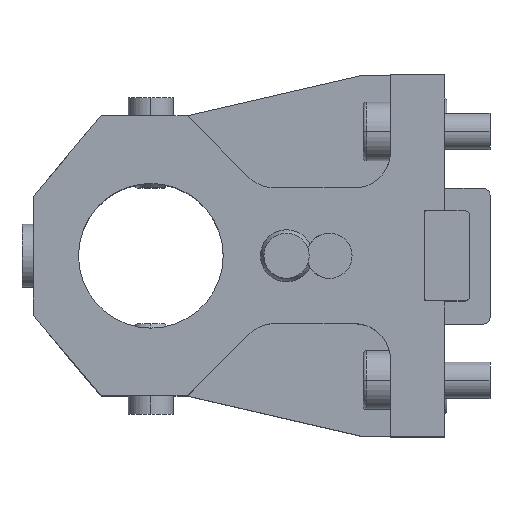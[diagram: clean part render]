
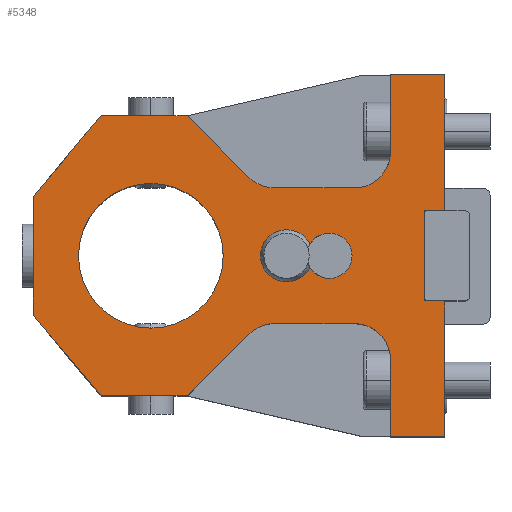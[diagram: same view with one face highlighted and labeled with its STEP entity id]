
A CAD part, top view. The second image highlights one B-rep face of the part: STEP entity #5348.
In plain terms, the highlighted planar face has unit normal (0, 0, 1).
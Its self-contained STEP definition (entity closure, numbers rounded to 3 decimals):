
#403=DIRECTION('',(0.,1.,0.));
#404=VECTOR('',#403,17.);
#405=CARTESIAN_POINT('',(-12.,-40.,62.));
#406=LINE('',#405,#404);
#407=CARTESIAN_POINT('',(-20.,-23.,62.));
#408=DIRECTION('',(0.,0.,1.));
#409=DIRECTION('',(1.,0.,0.));
#410=AXIS2_PLACEMENT_3D('',#407,#408,#409);
#412=DIRECTION('',(-1.,0.,0.));
#413=VECTOR('',#412,17.67);
#414=CARTESIAN_POINT('',(-20.,-15.,62.));
#415=LINE('',#414,#413);
#416=CARTESIAN_POINT('',(-37.67,-23.,62.));
#417=DIRECTION('',(0.,0.,1.));
#418=DIRECTION('',(0.,1.,0.));
#419=AXIS2_PLACEMENT_3D('',#416,#417,#418);
#421=DIRECTION('',(-0.707,-0.707,0.));
#422=VECTOR('',#421,19.314);
#423=CARTESIAN_POINT('',(-43.326,-17.343,62.));
#424=LINE('',#423,#422);
#425=DIRECTION('',(1.,0.,0.));
#426=VECTOR('',#425,19.017);
#427=CARTESIAN_POINT('',(-76.,-31.,62.));
#428=LINE('',#427,#426);
#429=DIRECTION('',(0.643,-0.766,0.));
#430=VECTOR('',#429,23.336);
#431=CARTESIAN_POINT('',(-91.,-13.124,62.));
#432=LINE('',#431,#430);
#433=DIRECTION('',(0.,-1.,0.));
#434=VECTOR('',#433,26.247);
#435=CARTESIAN_POINT('',(-91.,13.124,62.));
#436=LINE('',#435,#434);
#437=DIRECTION('',(-0.643,-0.766,0.));
#438=VECTOR('',#437,23.336);
#439=CARTESIAN_POINT('',(-76.,31.,62.));
#440=LINE('',#439,#438);
#441=DIRECTION('',(-1.,0.,0.));
#442=VECTOR('',#441,19.017);
#443=CARTESIAN_POINT('',(-56.983,31.,62.));
#444=LINE('',#443,#442);
#445=DIRECTION('',(0.707,-0.707,0.));
#446=VECTOR('',#445,19.314);
#447=CARTESIAN_POINT('',(-56.983,31.,62.));
#448=LINE('',#447,#446);
#449=CARTESIAN_POINT('',(-37.67,23.,62.));
#450=DIRECTION('',(0.,0.,1.));
#451=DIRECTION('',(-0.707,-0.707,0.));
#452=AXIS2_PLACEMENT_3D('',#449,#450,#451);
#454=DIRECTION('',(1.,0.,0.));
#455=VECTOR('',#454,17.67);
#456=CARTESIAN_POINT('',(-37.67,15.,62.));
#457=LINE('',#456,#455);
#458=CARTESIAN_POINT('',(-20.,23.,62.));
#459=DIRECTION('',(0.,0.,1.));
#460=DIRECTION('',(0.,-1.,0.));
#461=AXIS2_PLACEMENT_3D('',#458,#459,#460);
#463=DIRECTION('',(0.,-1.,0.));
#464=VECTOR('',#463,17.);
#465=CARTESIAN_POINT('',(-12.,40.,62.));
#466=LINE('',#465,#464);
#467=DIRECTION('',(-1.,0.,0.));
#468=VECTOR('',#467,12.);
#469=CARTESIAN_POINT('',(0.,40.,62.));
#470=LINE('',#469,#468);
#471=DIRECTION('',(0.,1.,0.));
#472=VECTOR('',#471,30.);
#473=CARTESIAN_POINT('',(0.,10.,62.));
#474=LINE('',#473,#472);
#475=DIRECTION('',(-1.,0.,0.));
#476=VECTOR('',#475,4.5);
#477=CARTESIAN_POINT('',(0.,10.,62.));
#478=LINE('',#477,#476);
#479=DIRECTION('',(0.,-1.,0.));
#480=VECTOR('',#479,20.);
#481=CARTESIAN_POINT('',(-4.5,10.,62.));
#482=LINE('',#481,#480);
#483=DIRECTION('',(-1.,0.,0.));
#484=VECTOR('',#483,4.5);
#485=CARTESIAN_POINT('',(0.,-10.,62.));
#486=LINE('',#485,#484);
#487=DIRECTION('',(0.,1.,0.));
#488=VECTOR('',#487,30.);
#489=CARTESIAN_POINT('',(0.,-40.,62.));
#490=LINE('',#489,#488);
#491=DIRECTION('',(1.,0.,0.));
#492=VECTOR('',#491,12.);
#493=CARTESIAN_POINT('',(-12.,-40.,62.));
#494=LINE('',#493,#492);
#495=CARTESIAN_POINT('',(-65.,0.,62.));
#496=DIRECTION('',(0.,0.,1.));
#497=DIRECTION('',(0.,1.,0.));
#498=AXIS2_PLACEMENT_3D('',#495,#496,#497);
#500=CARTESIAN_POINT('',(-65.,0.,62.));
#501=DIRECTION('',(0.,0.,1.));
#502=DIRECTION('',(0.,-1.,0.));
#503=AXIS2_PLACEMENT_3D('',#500,#501,#502);
#505=CARTESIAN_POINT('',(-35.,0.,62.));
#506=DIRECTION('',(0.,0.,1.));
#507=DIRECTION('',(0.,1.,0.));
#508=AXIS2_PLACEMENT_3D('',#505,#506,#507);
#510=CARTESIAN_POINT('',(-35.,0.,62.));
#511=DIRECTION('',(0.,0.,1.));
#512=DIRECTION('',(0.,-1.,0.));
#513=AXIS2_PLACEMENT_3D('',#510,#511,#512);
#515=CARTESIAN_POINT('',(-25.5,0.,62.));
#516=DIRECTION('',(0.,0.,-1.));
#517=DIRECTION('',(0.,1.,0.));
#518=AXIS2_PLACEMENT_3D('',#515,#516,#517);
#520=CARTESIAN_POINT('',(-25.5,0.,62.));
#521=DIRECTION('',(0.,0.,-1.));
#522=DIRECTION('',(0.,-1.,0.));
#523=AXIS2_PLACEMENT_3D('',#520,#521,#522);
#4051=CARTESIAN_POINT('',(-76.,31.,62.));
#4052=CARTESIAN_POINT('',(-91.,13.124,62.));
#4053=VERTEX_POINT('',#4051);
#4054=VERTEX_POINT('',#4052);
#4055=CARTESIAN_POINT('',(-91.,-13.124,62.));
#4056=VERTEX_POINT('',#4055);
#4057=CARTESIAN_POINT('',(-76.,-31.,62.));
#4058=VERTEX_POINT('',#4057);
#4060=CARTESIAN_POINT('',(0.,-40.,62.));
#4062=VERTEX_POINT('',#4060);
#4064=CARTESIAN_POINT('',(0.,40.,62.));
#4066=VERTEX_POINT('',#4064);
#4067=CARTESIAN_POINT('',(0.,10.,62.));
#4068=CARTESIAN_POINT('',(-4.5,10.,62.));
#4069=VERTEX_POINT('',#4067);
#4070=VERTEX_POINT('',#4068);
#4071=CARTESIAN_POINT('',(-4.5,-10.,62.));
#4072=VERTEX_POINT('',#4071);
#4073=CARTESIAN_POINT('',(0.,-10.,62.));
#4074=VERTEX_POINT('',#4073);
#4079=CARTESIAN_POINT('',(-65.,16.,62.));
#4080=CARTESIAN_POINT('',(-65.,-16.,62.));
#4081=VERTEX_POINT('',#4079);
#4082=VERTEX_POINT('',#4080);
#4151=CARTESIAN_POINT('',(-12.,-40.,62.));
#4152=CARTESIAN_POINT('',(-12.,-23.,62.));
#4153=VERTEX_POINT('',#4151);
#4154=VERTEX_POINT('',#4152);
#4155=CARTESIAN_POINT('',(-20.,-15.,62.));
#4156=VERTEX_POINT('',#4155);
#4157=CARTESIAN_POINT('',(-37.67,-15.,62.));
#4158=VERTEX_POINT('',#4157);
#4159=CARTESIAN_POINT('',(-43.326,-17.343,62.));
#4160=VERTEX_POINT('',#4159);
#4161=CARTESIAN_POINT('',(-56.983,-31.,62.));
#4162=VERTEX_POINT('',#4161);
#4163=CARTESIAN_POINT('',(-56.983,31.,62.));
#4164=CARTESIAN_POINT('',(-43.326,17.343,62.));
#4165=VERTEX_POINT('',#4163);
#4166=VERTEX_POINT('',#4164);
#4167=CARTESIAN_POINT('',(-37.67,15.,62.));
#4168=VERTEX_POINT('',#4167);
#4169=CARTESIAN_POINT('',(-20.,15.,62.));
#4170=VERTEX_POINT('',#4169);
#4171=CARTESIAN_POINT('',(-12.,23.,62.));
#4172=VERTEX_POINT('',#4171);
#4173=CARTESIAN_POINT('',(-12.,40.,62.));
#4174=VERTEX_POINT('',#4173);
#4363=CARTESIAN_POINT('',(-35.,5.754,62.));
#4364=CARTESIAN_POINT('',(-35.,-5.754,62.));
#4365=VERTEX_POINT('',#4363);
#4366=VERTEX_POINT('',#4364);
#4391=CARTESIAN_POINT('',(-25.5,2.8,62.));
#4392=CARTESIAN_POINT('',(-25.5,-2.8,62.));
#4393=VERTEX_POINT('',#4391);
#4394=VERTEX_POINT('',#4392);
#5284=CARTESIAN_POINT('',(0.,0.,62.));
#5285=DIRECTION('',(0.,0.,1.));
#5286=DIRECTION('',(0.,1.,0.));
#5287=AXIS2_PLACEMENT_3D('',#5284,#5285,#5286);
#5288=PLANE('',#5287);
#5290=ORIENTED_EDGE('',*,*,#5289,.T.);
#5292=ORIENTED_EDGE('',*,*,#5291,.T.);
#5294=ORIENTED_EDGE('',*,*,#5293,.T.);
#5296=ORIENTED_EDGE('',*,*,#5295,.T.);
#5298=ORIENTED_EDGE('',*,*,#5297,.T.);
#5300=ORIENTED_EDGE('',*,*,#5299,.F.);
#5302=ORIENTED_EDGE('',*,*,#5301,.F.);
#5304=ORIENTED_EDGE('',*,*,#5303,.F.);
#5306=ORIENTED_EDGE('',*,*,#5305,.F.);
#5308=ORIENTED_EDGE('',*,*,#5307,.F.);
#5310=ORIENTED_EDGE('',*,*,#5309,.T.);
#5312=ORIENTED_EDGE('',*,*,#5311,.T.);
#5314=ORIENTED_EDGE('',*,*,#5313,.T.);
#5316=ORIENTED_EDGE('',*,*,#5315,.T.);
#5318=ORIENTED_EDGE('',*,*,#5317,.F.);
#5320=ORIENTED_EDGE('',*,*,#5319,.F.);
#5321=ORIENTED_EDGE('',*,*,#5012,.F.);
#5322=ORIENTED_EDGE('',*,*,#5054,.T.);
#5323=ORIENTED_EDGE('',*,*,#5272,.T.);
#5324=ORIENTED_EDGE('',*,*,#5243,.F.);
#5325=ORIENTED_EDGE('',*,*,#5207,.F.);
#5327=ORIENTED_EDGE('',*,*,#5326,.F.);
#5328=EDGE_LOOP('',(#5290,#5292,#5294,#5296,#5298,#5300,#5302,#5304,#5306,#5308,
#5310,#5312,#5314,#5316,#5318,#5320,#5321,#5322,#5323,#5324,#5325,#5327));
#5329=FACE_OUTER_BOUND('',#5328,.F.);
#5331=ORIENTED_EDGE('',*,*,#5330,.T.);
#5333=ORIENTED_EDGE('',*,*,#5332,.T.);
#5334=EDGE_LOOP('',(#5331,#5333));
#5335=FACE_BOUND('',#5334,.F.);
#5337=ORIENTED_EDGE('',*,*,#5336,.T.);
#5339=ORIENTED_EDGE('',*,*,#5338,.T.);
#5340=EDGE_LOOP('',(#5337,#5339));
#5341=FACE_BOUND('',#5340,.F.);
#5343=ORIENTED_EDGE('',*,*,#5342,.F.);
#5345=ORIENTED_EDGE('',*,*,#5344,.F.);
#5346=EDGE_LOOP('',(#5343,#5345));
#5347=FACE_BOUND('',#5346,.F.);
#5348=ADVANCED_FACE('',(#5329,#5335,#5341,#5347),#5288,.T.);
#411=CIRCLE('',#410,8.);
#420=CIRCLE('',#419,8.);
#453=CIRCLE('',#452,8.);
#462=CIRCLE('',#461,8.);
#499=CIRCLE('',#498,16.);
#504=CIRCLE('',#503,16.);
#509=CIRCLE('',#508,5.754);
#514=CIRCLE('',#513,5.754);
#519=CIRCLE('',#518,2.8);
#524=CIRCLE('',#523,2.8);
#5012=EDGE_CURVE('',#4069,#4066,#474,.T.);
#5054=EDGE_CURVE('',#4069,#4070,#478,.T.);
#5207=EDGE_CURVE('',#4062,#4074,#490,.T.);
#5243=EDGE_CURVE('',#4074,#4072,#486,.T.);
#5272=EDGE_CURVE('',#4070,#4072,#482,.T.);
#5289=EDGE_CURVE('',#4153,#4154,#406,.T.);
#5291=EDGE_CURVE('',#4154,#4156,#411,.T.);
#5293=EDGE_CURVE('',#4156,#4158,#415,.T.);
#5295=EDGE_CURVE('',#4158,#4160,#420,.T.);
#5297=EDGE_CURVE('',#4160,#4162,#424,.T.);
#5299=EDGE_CURVE('',#4058,#4162,#428,.T.);
#5301=EDGE_CURVE('',#4056,#4058,#432,.T.);
#5303=EDGE_CURVE('',#4054,#4056,#436,.T.);
#5305=EDGE_CURVE('',#4053,#4054,#440,.T.);
#5307=EDGE_CURVE('',#4165,#4053,#444,.T.);
#5309=EDGE_CURVE('',#4165,#4166,#448,.T.);
#5311=EDGE_CURVE('',#4166,#4168,#453,.T.);
#5313=EDGE_CURVE('',#4168,#4170,#457,.T.);
#5315=EDGE_CURVE('',#4170,#4172,#462,.T.);
#5317=EDGE_CURVE('',#4174,#4172,#466,.T.);
#5319=EDGE_CURVE('',#4066,#4174,#470,.T.);
#5326=EDGE_CURVE('',#4153,#4062,#494,.T.);
#5330=EDGE_CURVE('',#4081,#4082,#499,.T.);
#5332=EDGE_CURVE('',#4082,#4081,#504,.T.);
#5336=EDGE_CURVE('',#4365,#4366,#509,.T.);
#5338=EDGE_CURVE('',#4366,#4365,#514,.T.);
#5342=EDGE_CURVE('',#4393,#4394,#519,.T.);
#5344=EDGE_CURVE('',#4394,#4393,#524,.T.);
